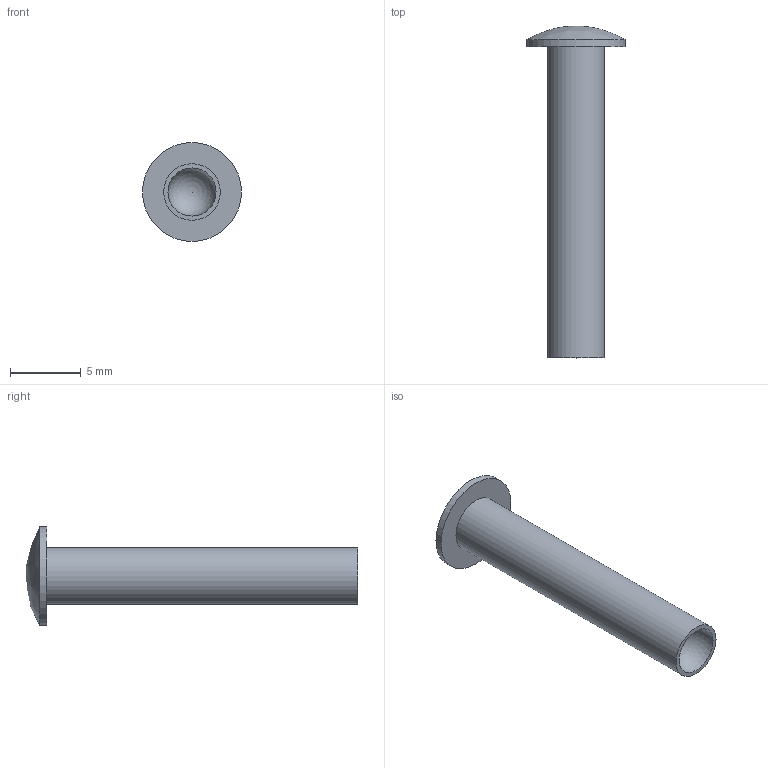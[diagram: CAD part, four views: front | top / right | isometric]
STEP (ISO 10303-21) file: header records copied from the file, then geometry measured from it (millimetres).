
FILE_DESCRIPTION(/* description */ (''),/* implementation_level */ '2;1');
FILE_NAME(/* name */ 'Rivet.ipt.step',/* time_stamp */ '2020-04-16T23:28:50-04:00',/* author */ ('Jordan'),/* organization */ (''),/* preprocessor_version */ 'ST-DEVELOPER v17',/* originating_system */ 'Autodesk Inventor 2019',/* authorisation */ '');
FILE_SCHEMA (('AUTOMOTIVE_DESIGN { 1 0 10303 214 3 1 1 }'));
Length unit declared in the file: inch
Products named in the file (1): Rivet
Bounding box: 7 x 23.46 x 7 mm (x, y, z)
Volume: 305.2 mm3; surface area: 376.6 mm2
Topology: 1 solids, 1 shells, 6 faces, 14 edges, 11 vertices
Faces by surface type: sphere 2, cylinder 2, plane 2
Full cylindrical faces by diameter (mm): 4 x1, 7 x1
Entity records: 225 total; most frequent: DIRECTION 38, CARTESIAN_POINT 31, ORIENTED_EDGE 26, AXIS2_PLACEMENT_3D 18, EDGE_CURVE 13, CIRCLE 11, VERTEX_POINT 11, EDGE_LOOP 8
